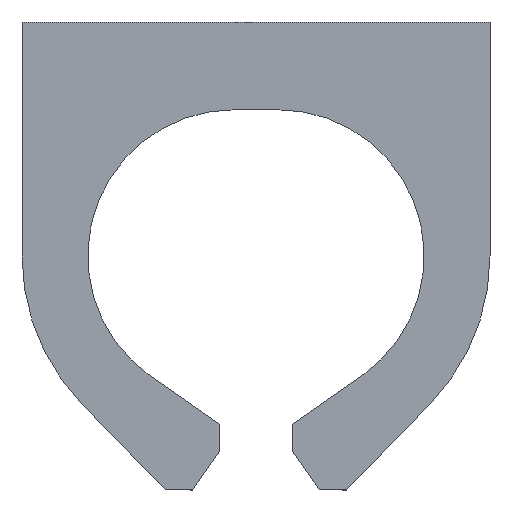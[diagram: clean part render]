
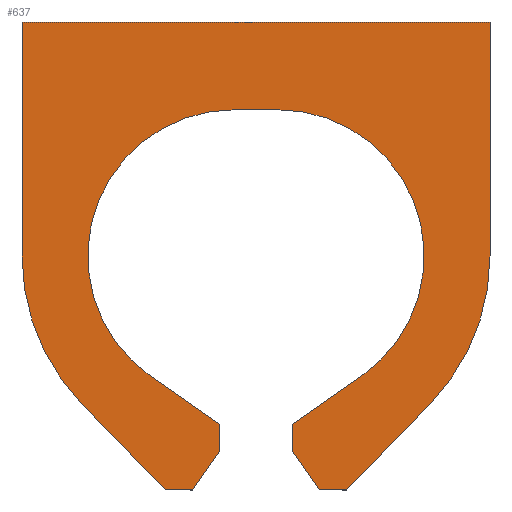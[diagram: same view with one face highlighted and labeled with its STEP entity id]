
A CAD part, front view. The second image highlights one B-rep face of the part: STEP entity #637.
In plain terms, the highlighted planar face has unit normal (0, -1, 0).
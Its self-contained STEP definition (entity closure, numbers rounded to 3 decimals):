
#125=AXIS2_PLACEMENT_3D('Circle Axis2P3D',#123,#124,$) ;
#311=AXIS2_PLACEMENT_3D('Circle Axis2P3D',#309,#310,$) ;
#373=AXIS2_PLACEMENT_3D('Circle Axis2P3D',#371,#372,$) ;
#554=AXIS2_PLACEMENT_3D('Circle Axis2P3D',#552,#553,$) ;
#615=AXIS2_PLACEMENT_3D('Plane Axis2P3D',#612,#613,#614) ;
#44=CARTESIAN_POINT('Vertex',(3.2,0.,3.2)) ;
#58=CARTESIAN_POINT('Vertex',(0.,0.,3.2)) ;
#61=CARTESIAN_POINT('Line Origine',(1.6,0.,3.2)) ;
#89=CARTESIAN_POINT('Vertex',(0.,0.,1.6)) ;
#92=CARTESIAN_POINT('Line Origine',(0.,0.,2.4)) ;
#120=CARTESIAN_POINT('Vertex',(0.406,0.,0.594)) ;
#123=CARTESIAN_POINT('Axis2P3D Location',(1.45,0.,1.6)) ;
#151=CARTESIAN_POINT('Vertex',(0.978,0.,0.)) ;
#154=CARTESIAN_POINT('Line Origine',(0.692,0.,0.297)) ;
#182=CARTESIAN_POINT('Vertex',(1.167,0.,0.)) ;
#185=CARTESIAN_POINT('Line Origine',(1.073,0.,0.)) ;
#213=CARTESIAN_POINT('Vertex',(1.35,0.,0.261)) ;
#216=CARTESIAN_POINT('Line Origine',(1.259,0.,0.131)) ;
#244=CARTESIAN_POINT('Vertex',(1.35,0.,0.449)) ;
#247=CARTESIAN_POINT('Line Origine',(1.35,0.,0.355)) ;
#275=CARTESIAN_POINT('Vertex',(0.876,0.,0.781)) ;
#278=CARTESIAN_POINT('Line Origine',(1.113,0.,0.615)) ;
#306=CARTESIAN_POINT('Vertex',(1.45,0.,2.6)) ;
#309=CARTESIAN_POINT('Axis2P3D Location',(1.45,0.,1.6)) ;
#337=CARTESIAN_POINT('Vertex',(1.75,0.,2.6)) ;
#340=CARTESIAN_POINT('Line Origine',(1.6,0.,2.6)) ;
#368=CARTESIAN_POINT('Vertex',(2.324,0.,0.781)) ;
#371=CARTESIAN_POINT('Axis2P3D Location',(1.75,0.,1.6)) ;
#399=CARTESIAN_POINT('Vertex',(1.85,0.,0.449)) ;
#402=CARTESIAN_POINT('Line Origine',(2.087,0.,0.615)) ;
#430=CARTESIAN_POINT('Vertex',(1.85,0.,0.261)) ;
#433=CARTESIAN_POINT('Line Origine',(1.85,0.,0.355)) ;
#461=CARTESIAN_POINT('Vertex',(2.033,0.,0.)) ;
#464=CARTESIAN_POINT('Line Origine',(1.941,0.,0.131)) ;
#487=CARTESIAN_POINT('Vertex',(2.222,0.,0.)) ;
#490=CARTESIAN_POINT('Line Origine',(2.127,0.,0.)) ;
#518=CARTESIAN_POINT('Vertex',(2.794,0.,0.594)) ;
#521=CARTESIAN_POINT('Line Origine',(2.508,0.,0.297)) ;
#549=CARTESIAN_POINT('Vertex',(3.2,0.,1.6)) ;
#552=CARTESIAN_POINT('Axis2P3D Location',(1.75,0.,1.6)) ;
#574=CARTESIAN_POINT('Line Origine',(3.2,0.,2.4)) ;
#612=CARTESIAN_POINT('Axis2P3D Location',(1.6,0.,3.2)) ;
#62=DIRECTION('Vector Direction',(-1.,0.,0.)) ;
#93=DIRECTION('Vector Direction',(0.,0.,1.)) ;
#124=DIRECTION('Axis2P3D Direction',(0.,-1.,0.)) ;
#155=DIRECTION('Vector Direction',(0.694,0.,-0.72)) ;
#186=DIRECTION('Vector Direction',(1.,0.,0.)) ;
#217=DIRECTION('Vector Direction',(0.574,0.,0.819)) ;
#248=DIRECTION('Vector Direction',(0.,0.,-1.)) ;
#279=DIRECTION('Vector Direction',(0.819,0.,-0.574)) ;
#310=DIRECTION('Axis2P3D Direction',(0.,-1.,0.)) ;
#341=DIRECTION('Vector Direction',(1.,0.,0.)) ;
#372=DIRECTION('Axis2P3D Direction',(0.,-1.,0.)) ;
#403=DIRECTION('Vector Direction',(-0.819,0.,-0.574)) ;
#434=DIRECTION('Vector Direction',(0.,0.,-1.)) ;
#465=DIRECTION('Vector Direction',(-0.574,0.,0.819)) ;
#491=DIRECTION('Vector Direction',(-1.,0.,0.)) ;
#522=DIRECTION('Vector Direction',(-0.694,0.,-0.72)) ;
#553=DIRECTION('Axis2P3D Direction',(0.,-1.,0.)) ;
#575=DIRECTION('Vector Direction',(0.,0.,1.)) ;
#613=DIRECTION('Axis2P3D Direction',(0.,-1.,0.)) ;
#614=DIRECTION('Axis2P3D XDirection',(1.,0.,0.)) ;
#63=VECTOR('Line Direction',#62,1.) ;
#94=VECTOR('Line Direction',#93,1.) ;
#156=VECTOR('Line Direction',#155,1.) ;
#187=VECTOR('Line Direction',#186,1.) ;
#218=VECTOR('Line Direction',#217,1.) ;
#249=VECTOR('Line Direction',#248,1.) ;
#280=VECTOR('Line Direction',#279,1.) ;
#342=VECTOR('Line Direction',#341,1.) ;
#404=VECTOR('Line Direction',#403,1.) ;
#435=VECTOR('Line Direction',#434,1.) ;
#466=VECTOR('Line Direction',#465,1.) ;
#492=VECTOR('Line Direction',#491,1.) ;
#523=VECTOR('Line Direction',#522,1.) ;
#576=VECTOR('Line Direction',#575,1.) ;
#618=ORIENTED_EDGE('',*,*,#65,.T.) ;
#619=ORIENTED_EDGE('',*,*,#96,.T.) ;
#620=ORIENTED_EDGE('',*,*,#127,.T.) ;
#621=ORIENTED_EDGE('',*,*,#158,.T.) ;
#622=ORIENTED_EDGE('',*,*,#189,.T.) ;
#623=ORIENTED_EDGE('',*,*,#220,.T.) ;
#624=ORIENTED_EDGE('',*,*,#251,.T.) ;
#625=ORIENTED_EDGE('',*,*,#282,.T.) ;
#626=ORIENTED_EDGE('',*,*,#313,.T.) ;
#627=ORIENTED_EDGE('',*,*,#344,.T.) ;
#628=ORIENTED_EDGE('',*,*,#375,.T.) ;
#629=ORIENTED_EDGE('',*,*,#406,.T.) ;
#630=ORIENTED_EDGE('',*,*,#437,.T.) ;
#631=ORIENTED_EDGE('',*,*,#468,.T.) ;
#632=ORIENTED_EDGE('',*,*,#494,.T.) ;
#633=ORIENTED_EDGE('',*,*,#525,.T.) ;
#634=ORIENTED_EDGE('',*,*,#556,.T.) ;
#635=ORIENTED_EDGE('',*,*,#578,.T.) ;
#637=ADVANCED_FACE('S3D gedreht',(#636),#616,.T.) ;
#126=CIRCLE('generated circle',#125,1.45) ;
#312=CIRCLE('generated circle',#311,1.) ;
#374=CIRCLE('generated circle',#373,1.) ;
#555=CIRCLE('generated circle',#554,1.45) ;
#65=EDGE_CURVE('',#45,#59,#64,.T.) ;
#96=EDGE_CURVE('',#59,#90,#95,.F.) ;
#127=EDGE_CURVE('',#90,#121,#126,.T.) ;
#158=EDGE_CURVE('',#121,#152,#157,.T.) ;
#189=EDGE_CURVE('',#152,#183,#188,.T.) ;
#220=EDGE_CURVE('',#183,#214,#219,.T.) ;
#251=EDGE_CURVE('',#214,#245,#250,.F.) ;
#282=EDGE_CURVE('',#245,#276,#281,.F.) ;
#313=EDGE_CURVE('',#276,#307,#312,.F.) ;
#344=EDGE_CURVE('',#307,#338,#343,.T.) ;
#375=EDGE_CURVE('',#338,#369,#374,.F.) ;
#406=EDGE_CURVE('',#369,#400,#405,.T.) ;
#437=EDGE_CURVE('',#400,#431,#436,.T.) ;
#468=EDGE_CURVE('',#431,#462,#467,.F.) ;
#494=EDGE_CURVE('',#462,#488,#493,.F.) ;
#525=EDGE_CURVE('',#488,#519,#524,.F.) ;
#556=EDGE_CURVE('',#519,#550,#555,.T.) ;
#578=EDGE_CURVE('',#550,#45,#577,.T.) ;
#617=EDGE_LOOP('',(#618,#619,#620,#621,#622,#623,#624,#625,#626,#627,#628,#629,#630,#631,#632,#633,#634,#635)) ;
#636=FACE_OUTER_BOUND('',#617,.T.) ;
#64=LINE('Line',#61,#63) ;
#95=LINE('Line',#92,#94) ;
#157=LINE('Line',#154,#156) ;
#188=LINE('Line',#185,#187) ;
#219=LINE('Line',#216,#218) ;
#250=LINE('Line',#247,#249) ;
#281=LINE('Line',#278,#280) ;
#343=LINE('Line',#340,#342) ;
#405=LINE('Line',#402,#404) ;
#436=LINE('Line',#433,#435) ;
#467=LINE('Line',#464,#466) ;
#493=LINE('Line',#490,#492) ;
#524=LINE('Line',#521,#523) ;
#577=LINE('Line',#574,#576) ;
#616=PLANE('',#615) ;
#45=VERTEX_POINT('',#44) ;
#59=VERTEX_POINT('',#58) ;
#90=VERTEX_POINT('',#89) ;
#121=VERTEX_POINT('',#120) ;
#152=VERTEX_POINT('',#151) ;
#183=VERTEX_POINT('',#182) ;
#214=VERTEX_POINT('',#213) ;
#245=VERTEX_POINT('',#244) ;
#276=VERTEX_POINT('',#275) ;
#307=VERTEX_POINT('',#306) ;
#338=VERTEX_POINT('',#337) ;
#369=VERTEX_POINT('',#368) ;
#400=VERTEX_POINT('',#399) ;
#431=VERTEX_POINT('',#430) ;
#462=VERTEX_POINT('',#461) ;
#488=VERTEX_POINT('',#487) ;
#519=VERTEX_POINT('',#518) ;
#550=VERTEX_POINT('',#549) ;
